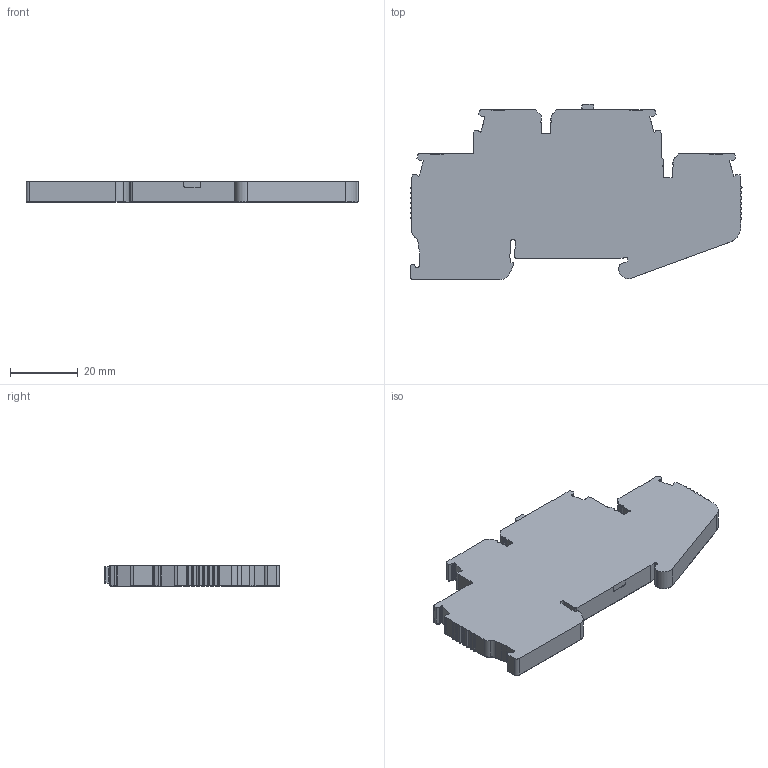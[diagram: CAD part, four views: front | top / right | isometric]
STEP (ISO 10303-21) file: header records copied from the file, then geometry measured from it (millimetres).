
FILE_DESCRIPTION (( 'STEP AP214' ), '1' );
FILE_NAME ('SRD_4AF.STP', '2018-12-14T11:16:19', ( '' ), ( '' ), 'SwSTEP 2.0', 'SolidWorks 2019', '' );
FILE_SCHEMA (( 'AUTOMOTIVE_DESIGN' ));
Length unit declared in the file: millimetre
Products named in the file (1): SRD_4AF
Bounding box: 97.93 x 51.69 x 6.15 mm (x, y, z)
Volume: 23203.6 mm3; surface area: 9790.5 mm2
Topology: 1 solids, 1 shells, 586 faces, 1753 edges, 1172 vertices
Faces by surface type: plane 326, cylinder 260
Entity records: 25710 total; most frequent: CARTESIAN_POINT 3566, ORIENTED_EDGE 3506, DIRECTION 3434, EDGE_CURVE 1753, LINE 1218, VECTOR 1218, VERTEX_POINT 1172, AXIS2_PLACEMENT_3D 1108
